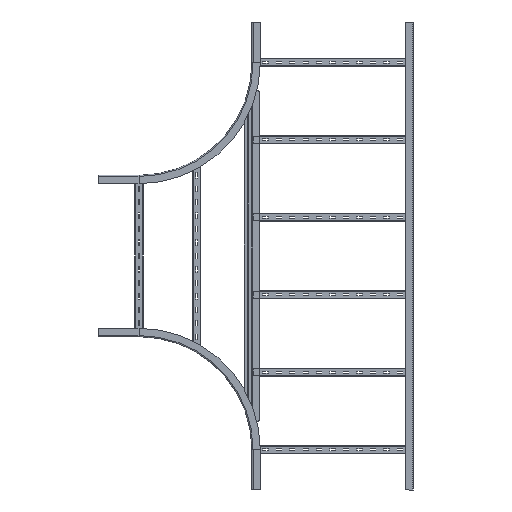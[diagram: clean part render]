
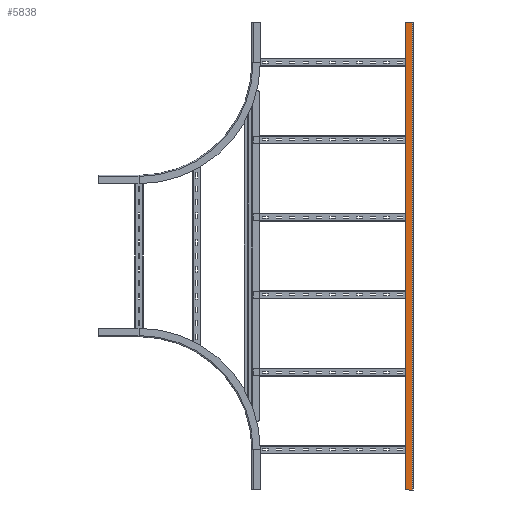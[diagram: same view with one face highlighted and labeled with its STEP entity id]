
A CAD part, front view. The second image highlights one B-rep face of the part: STEP entity #5838.
In plain terms, the highlighted planar face has unit normal (0, -1, 0).
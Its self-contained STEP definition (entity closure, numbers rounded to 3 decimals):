
#447=FACE_OUTER_BOUND('',#799,.T.);
#799=EDGE_LOOP('',(#4348,#4349,#4350,#4351));
#1282=LINE('',#8763,#1988);
#1291=LINE('',#8785,#1997);
#1294=LINE('',#8790,#2000);
#1295=LINE('',#8792,#2001);
#1988=VECTOR('',#7145,10.);
#1997=VECTOR('',#7170,10.);
#2000=VECTOR('',#7175,10.);
#2001=VECTOR('',#7178,10.);
#2638=VERTEX_POINT('',#8760);
#2639=VERTEX_POINT('',#8762);
#2644=VERTEX_POINT('',#8784);
#2645=VERTEX_POINT('',#8788);
#3239=EDGE_CURVE('',#2638,#2639,#1282,.T.);
#3250=EDGE_CURVE('',#2644,#2639,#1291,.T.);
#3253=EDGE_CURVE('',#2645,#2638,#1294,.T.);
#3254=EDGE_CURVE('',#2644,#2645,#1295,.T.);
#4348=ORIENTED_EDGE('',*,*,#3239,.F.);
#4349=ORIENTED_EDGE('',*,*,#3253,.F.);
#4350=ORIENTED_EDGE('',*,*,#3254,.F.);
#4351=ORIENTED_EDGE('',*,*,#3250,.T.);
#5536=PLANE('',#6335);
#5838=ADVANCED_FACE('',(#447),#5536,.F.);
#6335=AXIS2_PLACEMENT_3D('',#8797,#7187,#7188);
#7145=DIRECTION('',(0.,0.,-1.));
#7170=DIRECTION('',(1.,0.,0.));
#7175=DIRECTION('',(1.,0.,0.));
#7178=DIRECTION('',(0.,0.,1.));
#7187=DIRECTION('center_axis',(0.,1.,0.));
#7188=DIRECTION('ref_axis',(0.,0.,1.));
#8760=CARTESIAN_POINT('',(27.,0.,1740.));
#8762=CARTESIAN_POINT('',(27.,0.,0.));
#8763=CARTESIAN_POINT('',(27.,0.,870.));
#8784=CARTESIAN_POINT('',(0.,0.,0.));
#8785=CARTESIAN_POINT('',(0.,0.,0.));
#8788=CARTESIAN_POINT('',(0.,0.,1740.));
#8790=CARTESIAN_POINT('',(0.,0.,1740.));
#8792=CARTESIAN_POINT('',(0.,0.,0.));
#8797=CARTESIAN_POINT('Origin',(45.786,0.,870.));
